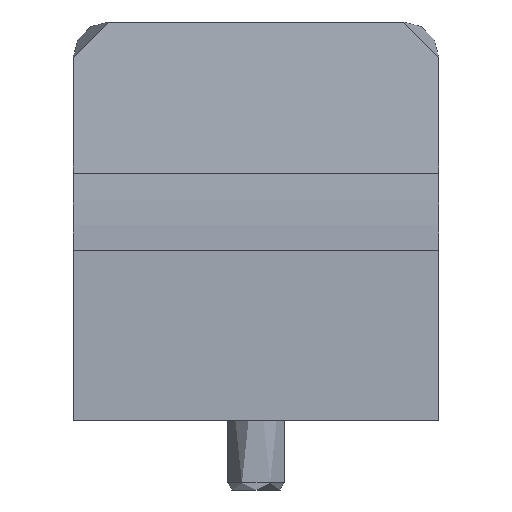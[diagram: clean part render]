
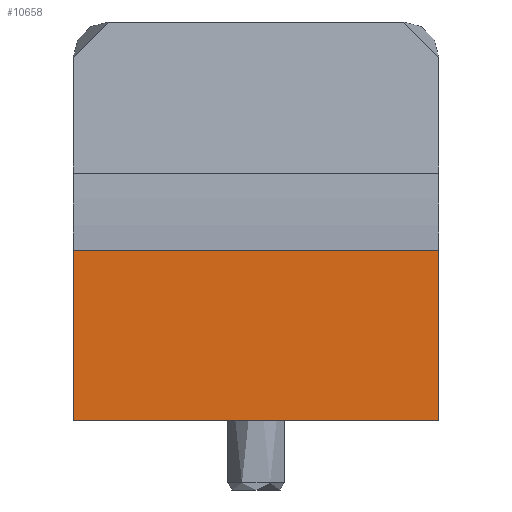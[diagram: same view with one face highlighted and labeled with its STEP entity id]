
A CAD part, left-side view. The second image highlights one B-rep face of the part: STEP entity #10658.
In plain terms, the highlighted planar face has unit normal (-1, 0, 0).
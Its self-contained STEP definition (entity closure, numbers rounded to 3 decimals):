
#808 = CARTESIAN_POINT ( 'NONE',  ( -9., -26., 0. ) ) ;
#4421 = LINE ( 'NONE', #16324, #6026 ) ;
#6026 = VECTOR ( 'NONE', #6203, 1000. ) ;
#6203 = DIRECTION ( 'NONE',  ( 0., 1., 0. ) ) ;
#6856 = DIRECTION ( 'NONE',  ( 0., 0., 1. ) ) ;
#7704 = PLANE ( 'NONE',  #19620 ) ;
#7930 = LINE ( 'NONE', #27506, #16558 ) ;
#7961 = VERTEX_POINT ( 'NONE', #8853 ) ;
#7969 = FACE_OUTER_BOUND ( 'NONE', #22276, .T. ) ;
#8033 = CARTESIAN_POINT ( 'NONE',  ( -9., 26., -4.754 ) ) ;
#8853 = CARTESIAN_POINT ( 'NONE',  ( -9., -26., 19.461 ) ) ;
#9591 = ORIENTED_EDGE ( 'NONE', *, *, #22219, .T. ) ;
#10658 = ADVANCED_FACE ( 'NONE', ( #7969 ), #7704, .F. ) ;
#13186 = ORIENTED_EDGE ( 'NONE', *, *, #17536, .F. ) ;
#14158 = LINE ( 'NONE', #24793, #21548 ) ;
#15471 = VERTEX_POINT ( 'NONE', #17088 ) ;
#15988 = EDGE_CURVE ( 'NONE', #15471, #21517, #14158, .T. ) ;
#16324 = CARTESIAN_POINT ( 'NONE',  ( -9., 26., 19.461 ) ) ;
#16558 = VECTOR ( 'NONE', #6856, 1000. ) ;
#17088 = CARTESIAN_POINT ( 'NONE',  ( -9., -26., -4.754 ) ) ;
#17291 = VECTOR ( 'NONE', #24078, 1000. ) ;
#17536 = EDGE_CURVE ( 'NONE', #21517, #22739, #7930, .T. ) ;
#19620 = AXIS2_PLACEMENT_3D ( 'NONE', #28662, #20666, #25913 ) ;
#19638 = DIRECTION ( 'NONE',  ( 0., 1., 0. ) ) ;
#20666 = DIRECTION ( 'NONE',  ( 1., 0., 0. ) ) ;
#21517 = VERTEX_POINT ( 'NONE', #8033 ) ;
#21548 = VECTOR ( 'NONE', #19638, 1000. ) ;
#22219 = EDGE_CURVE ( 'NONE', #7961, #22739, #4421, .T. ) ;
#22276 = EDGE_LOOP ( 'NONE', ( #31955, #22903, #9591, #13186 ) ) ;
#22739 = VERTEX_POINT ( 'NONE', #30766 ) ;
#22903 = ORIENTED_EDGE ( 'NONE', *, *, #29697, .T. ) ;
#24078 = DIRECTION ( 'NONE',  ( 0., 0., 1. ) ) ;
#24793 = CARTESIAN_POINT ( 'NONE',  ( -9., 26., -4.754 ) ) ;
#25913 = DIRECTION ( 'NONE',  ( 0., 0., -1. ) ) ;
#27506 = CARTESIAN_POINT ( 'NONE',  ( -9., 26., 0. ) ) ;
#28662 = CARTESIAN_POINT ( 'NONE',  ( -9., 26., 0. ) ) ;
#29138 = LINE ( 'NONE', #808, #17291 ) ;
#29697 = EDGE_CURVE ( 'NONE', #15471, #7961, #29138, .T. ) ;
#30766 = CARTESIAN_POINT ( 'NONE',  ( -9., 26., 19.461 ) ) ;
#31955 = ORIENTED_EDGE ( 'NONE', *, *, #15988, .F. ) ;
